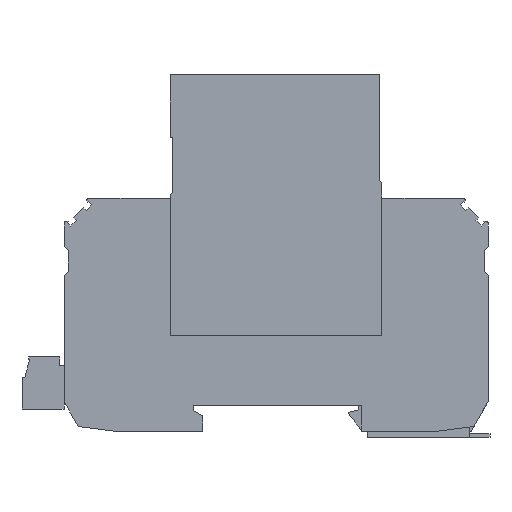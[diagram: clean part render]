
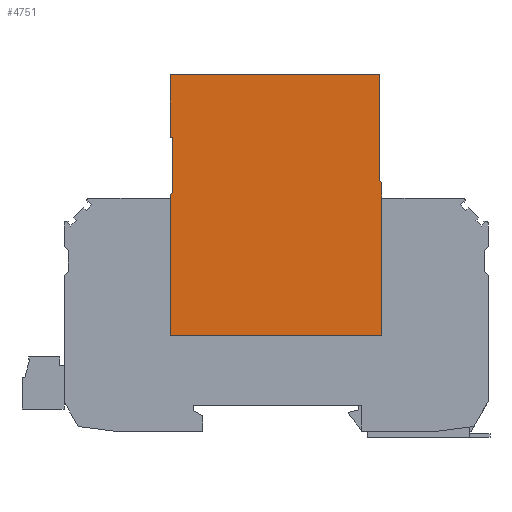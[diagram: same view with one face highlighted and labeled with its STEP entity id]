
A CAD part, left-side view. The second image highlights one B-rep face of the part: STEP entity #4751.
In plain terms, the highlighted planar face has unit normal (-1, 0, 0).
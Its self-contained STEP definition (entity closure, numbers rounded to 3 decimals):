
#4040=FACE_OUTER_BOUND('',#6350,.T.);
#4751=ADVANCED_FACE('',(#4040),#5431,.T.);
#5431=PLANE('',#17412);
#6350=EDGE_LOOP('',(#11566,#11567,#11568,#11569,#11570,#11571,#11572,#11573,
#11574,#11575,#11576,#11577));
#11566=ORIENTED_EDGE('',*,*,#15725,.T.);
#11567=ORIENTED_EDGE('',*,*,#15555,.T.);
#11568=ORIENTED_EDGE('',*,*,#15538,.F.);
#11569=ORIENTED_EDGE('',*,*,#15517,.F.);
#11570=ORIENTED_EDGE('',*,*,#15610,.F.);
#11571=ORIENTED_EDGE('',*,*,#15724,.T.);
#11572=ORIENTED_EDGE('',*,*,#14492,.T.);
#11573=ORIENTED_EDGE('',*,*,#15522,.T.);
#11574=ORIENTED_EDGE('',*,*,#15618,.T.);
#11575=ORIENTED_EDGE('',*,*,#15519,.T.);
#11576=ORIENTED_EDGE('',*,*,#15511,.T.);
#11577=ORIENTED_EDGE('',*,*,#15721,.T.);
#13210=VERTEX_POINT('',#21373);
#13211=VERTEX_POINT('',#21374);
#13299=VERTEX_POINT('',#21851);
#13958=VERTEX_POINT('',#24089);
#13959=VERTEX_POINT('',#24090);
#13964=VERTEX_POINT('',#24107);
#13965=VERTEX_POINT('',#24112);
#13966=VERTEX_POINT('',#24119);
#13968=VERTEX_POINT('',#24131);
#13979=VERTEX_POINT('',#24192);
#13990=VERTEX_POINT('',#24240);
#14017=VERTEX_POINT('',#24361);
#14492=EDGE_CURVE('',#13210,#13211,#16420,.T.);
#15511=EDGE_CURVE('',#13958,#13959,#16577,.T.);
#15517=EDGE_CURVE('',#13964,#13965,#16580,.T.);
#15519=EDGE_CURVE('',#13966,#13958,#16581,.T.);
#15522=EDGE_CURVE('',#13211,#13968,#16583,.T.);
#15538=EDGE_CURVE('',#13965,#13979,#16593,.T.);
#15555=EDGE_CURVE('',#13990,#13979,#16598,.T.);
#15610=EDGE_CURVE('',#14017,#13964,#16606,.T.);
#15618=EDGE_CURVE('',#13968,#13966,#16607,.T.);
#15721=EDGE_CURVE('',#13959,#13299,#16610,.T.);
#15724=EDGE_CURVE('',#14017,#13210,#16613,.T.);
#15725=EDGE_CURVE('',#13299,#13990,#16614,.T.);
#16420=B_SPLINE_CURVE_WITH_KNOTS('',3,(#21369,#21370,#21371,#21372),
 .UNSPECIFIED.,.F.,.F.,(4,4),(0.,1.),.UNSPECIFIED.);
#16577=B_SPLINE_CURVE_WITH_KNOTS('',3,(#24085,#24086,#24087,#24088),
 .UNSPECIFIED.,.F.,.F.,(4,4),(0.,1.),.UNSPECIFIED.);
#16580=B_SPLINE_CURVE_WITH_KNOTS('',3,(#24108,#24109,#24110,#24111),
 .UNSPECIFIED.,.F.,.F.,(4,4),(0.,1.),.UNSPECIFIED.);
#16581=B_SPLINE_CURVE_WITH_KNOTS('',3,(#24115,#24116,#24117,#24118),
 .UNSPECIFIED.,.F.,.F.,(4,4),(0.,1.),.UNSPECIFIED.);
#16583=B_SPLINE_CURVE_WITH_KNOTS('',3,(#24127,#24128,#24129,#24130),
 .UNSPECIFIED.,.F.,.F.,(4,4),(0.,1.),.UNSPECIFIED.);
#16593=B_SPLINE_CURVE_WITH_KNOTS('',3,(#24188,#24189,#24190,#24191),
 .UNSPECIFIED.,.F.,.F.,(4,4),(0.,1.),.UNSPECIFIED.);
#16598=B_SPLINE_CURVE_WITH_KNOTS('',3,(#24236,#24237,#24238,#24239),
 .UNSPECIFIED.,.F.,.F.,(4,4),(0.,1.),.UNSPECIFIED.);
#16606=B_SPLINE_CURVE_WITH_KNOTS('',3,(#24362,#24363,#24364,#24365),
 .UNSPECIFIED.,.F.,.F.,(4,4),(0.,1.),.UNSPECIFIED.);
#16607=B_SPLINE_CURVE_WITH_KNOTS('',3,(#24383,#24384,#24385,#24386),
 .UNSPECIFIED.,.F.,.F.,(4,4),(0.,1.),.UNSPECIFIED.);
#16610=B_SPLINE_CURVE_WITH_KNOTS('',3,(#24593,#24594,#24595,#24596),
 .UNSPECIFIED.,.F.,.F.,(4,4),(0.,1.),.UNSPECIFIED.);
#16613=B_SPLINE_CURVE_WITH_KNOTS('',3,(#24607,#24608,#24609,#24610),
 .UNSPECIFIED.,.F.,.F.,(4,4),(0.,1.),.UNSPECIFIED.);
#16614=B_SPLINE_CURVE_WITH_KNOTS('',3,(#24612,#24613,#24614,#24615),
 .UNSPECIFIED.,.F.,.F.,(4,4),(0.,1.),.UNSPECIFIED.);
#17412=AXIS2_PLACEMENT_3D('',#24616,#19645,#19646);
#19645=DIRECTION('',(-1.,0.,0.));
#19646=DIRECTION('',(0.,-1.,0.));
#21369=CARTESIAN_POINT('',(0.15,23.396,76.8));
#21370=CARTESIAN_POINT('',(0.15,38.163,76.8));
#21371=CARTESIAN_POINT('',(0.15,52.93,76.8));
#21372=CARTESIAN_POINT('',(0.15,67.696,76.8));
#21373=CARTESIAN_POINT('',(0.15,23.396,76.8));
#21374=CARTESIAN_POINT('',(0.15,67.696,76.8));
#21851=CARTESIAN_POINT('',(0.15,67.696,50.65));
#24085=CARTESIAN_POINT('',(0.15,67.196,51.789));
#24086=CARTESIAN_POINT('',(0.15,67.363,51.692));
#24087=CARTESIAN_POINT('',(0.15,67.53,51.596));
#24088=CARTESIAN_POINT('',(0.15,67.696,51.5));
#24089=CARTESIAN_POINT('',(0.15,67.196,51.789));
#24090=CARTESIAN_POINT('',(0.15,67.696,51.5));
#24107=CARTESIAN_POINT('',(0.15,22.896,54.));
#24108=CARTESIAN_POINT('',(0.15,22.896,54.));
#24109=CARTESIAN_POINT('',(0.15,22.896,52.883));
#24110=CARTESIAN_POINT('',(0.15,22.896,51.767));
#24111=CARTESIAN_POINT('',(0.15,22.896,50.65));
#24112=CARTESIAN_POINT('',(0.15,22.896,50.65));
#24115=CARTESIAN_POINT('',(0.15,67.196,63.5));
#24116=CARTESIAN_POINT('',(0.15,67.196,59.596));
#24117=CARTESIAN_POINT('',(0.15,67.196,55.692));
#24118=CARTESIAN_POINT('',(0.15,67.196,51.789));
#24119=CARTESIAN_POINT('',(0.15,67.196,63.5));
#24127=CARTESIAN_POINT('',(0.15,67.696,76.8));
#24128=CARTESIAN_POINT('',(0.15,67.696,72.367));
#24129=CARTESIAN_POINT('',(0.15,67.696,67.933));
#24130=CARTESIAN_POINT('',(0.15,67.696,63.5));
#24131=CARTESIAN_POINT('',(0.15,67.696,63.5));
#24188=CARTESIAN_POINT('',(0.15,22.896,50.65));
#24189=CARTESIAN_POINT('',(0.15,22.896,40.933));
#24190=CARTESIAN_POINT('',(0.15,22.896,31.217));
#24191=CARTESIAN_POINT('',(0.15,22.896,21.5));
#24192=CARTESIAN_POINT('',(0.15,22.896,21.5));
#24236=CARTESIAN_POINT('',(0.15,67.696,21.5));
#24237=CARTESIAN_POINT('',(0.15,52.763,21.5));
#24238=CARTESIAN_POINT('',(0.15,37.83,21.5));
#24239=CARTESIAN_POINT('',(0.15,22.896,21.5));
#24240=CARTESIAN_POINT('',(0.15,67.696,21.5));
#24361=CARTESIAN_POINT('',(0.15,23.396,54.289));
#24362=CARTESIAN_POINT('',(0.15,23.396,54.289));
#24363=CARTESIAN_POINT('',(0.15,23.23,54.192));
#24364=CARTESIAN_POINT('',(0.15,23.063,54.096));
#24365=CARTESIAN_POINT('',(0.15,22.896,54.));
#24383=CARTESIAN_POINT('',(0.15,67.696,63.5));
#24384=CARTESIAN_POINT('',(0.15,67.53,63.5));
#24385=CARTESIAN_POINT('',(0.15,67.363,63.5));
#24386=CARTESIAN_POINT('',(0.15,67.196,63.5));
#24593=CARTESIAN_POINT('',(0.15,67.696,51.5));
#24594=CARTESIAN_POINT('',(0.15,67.696,51.217));
#24595=CARTESIAN_POINT('',(0.15,67.696,50.933));
#24596=CARTESIAN_POINT('',(0.15,67.696,50.65));
#24607=CARTESIAN_POINT('',(0.15,23.396,54.289));
#24608=CARTESIAN_POINT('',(0.15,23.396,61.792));
#24609=CARTESIAN_POINT('',(0.15,23.396,69.296));
#24610=CARTESIAN_POINT('',(0.15,23.396,76.8));
#24612=CARTESIAN_POINT('',(0.15,67.696,50.65));
#24613=CARTESIAN_POINT('',(0.15,67.696,40.933));
#24614=CARTESIAN_POINT('',(0.15,67.696,31.217));
#24615=CARTESIAN_POINT('',(0.15,67.696,21.5));
#24616=CARTESIAN_POINT('',(0.15,25.871,33.5));
